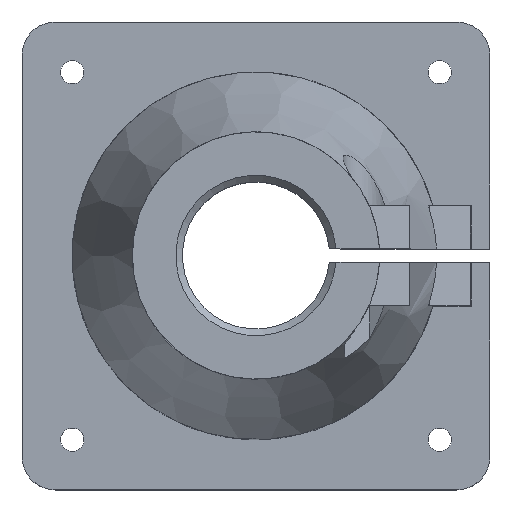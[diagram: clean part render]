
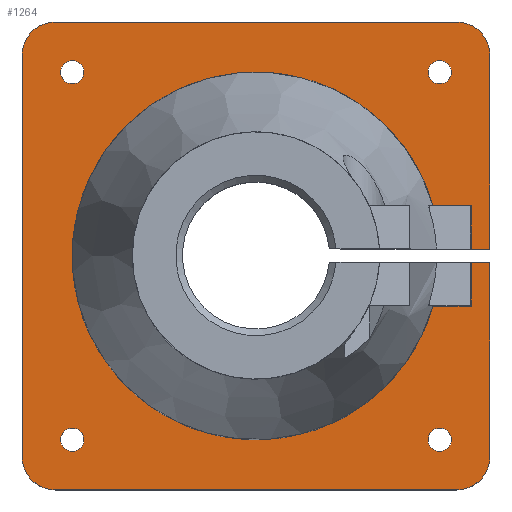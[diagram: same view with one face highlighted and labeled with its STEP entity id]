
A CAD part, top view. The second image highlights one B-rep face of the part: STEP entity #1264.
In plain terms, the highlighted planar face has unit normal (0, 0, 1).
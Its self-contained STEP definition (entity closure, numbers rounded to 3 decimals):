
#20=FACE_BOUND('',#420,.T.);
#21=FACE_BOUND('',#421,.T.);
#22=FACE_BOUND('',#422,.T.);
#23=FACE_BOUND('',#423,.T.);
#37=PLANE('',#1357);
#107=LINE('',#1876,#220);
#123=LINE('',#1938,#236);
#126=LINE('',#1944,#239);
#127=LINE('',#1946,#240);
#128=LINE('',#1949,#241);
#129=LINE('',#1953,#242);
#130=LINE('',#1957,#243);
#220=VECTOR('',#1493,10.);
#236=VECTOR('',#1531,10.);
#239=VECTOR('',#1536,10.);
#240=VECTOR('',#1537,10.);
#241=VECTOR('',#1540,10.);
#242=VECTOR('',#1543,10.);
#243=VECTOR('',#1546,10.);
#352=FACE_OUTER_BOUND('',#419,.T.);
#419=EDGE_LOOP('',(#920,#921,#922,#923,#924,#925,#926,#927,#928,#929,#930,
#931));
#420=EDGE_LOOP('',(#932));
#421=EDGE_LOOP('',(#933));
#422=EDGE_LOOP('',(#934));
#423=EDGE_LOOP('',(#935));
#499=CIRCLE('',#1354,5.);
#501=CIRCLE('',#1358,27.5);
#502=CIRCLE('',#1359,5.);
#503=CIRCLE('',#1360,5.);
#504=CIRCLE('',#1361,5.);
#505=CIRCLE('',#1362,1.75);
#506=CIRCLE('',#1363,1.75);
#507=CIRCLE('',#1364,1.75);
#508=CIRCLE('',#1365,1.75);
#557=VERTEX_POINT('',#1873);
#558=VERTEX_POINT('',#1875);
#577=VERTEX_POINT('',#1928);
#578=VERTEX_POINT('',#1929);
#581=VERTEX_POINT('',#1937);
#583=VERTEX_POINT('',#1943);
#584=VERTEX_POINT('',#1945);
#585=VERTEX_POINT('',#1948);
#586=VERTEX_POINT('',#1950);
#587=VERTEX_POINT('',#1952);
#588=VERTEX_POINT('',#1954);
#589=VERTEX_POINT('',#1956);
#590=VERTEX_POINT('',#1959);
#591=VERTEX_POINT('',#1961);
#592=VERTEX_POINT('',#1963);
#593=VERTEX_POINT('',#1965);
#689=EDGE_CURVE('',#558,#557,#107,.T.);
#712=EDGE_CURVE('',#577,#578,#499,.T.);
#716=EDGE_CURVE('',#581,#578,#123,.T.);
#719=EDGE_CURVE('',#577,#583,#126,.T.);
#720=EDGE_CURVE('',#583,#584,#127,.T.);
#721=EDGE_CURVE('',#584,#558,#501,.T.);
#722=EDGE_CURVE('',#557,#585,#128,.T.);
#723=EDGE_CURVE('',#586,#585,#502,.T.);
#724=EDGE_CURVE('',#586,#587,#129,.T.);
#725=EDGE_CURVE('',#588,#587,#503,.T.);
#726=EDGE_CURVE('',#588,#589,#130,.T.);
#727=EDGE_CURVE('',#581,#589,#504,.T.);
#728=EDGE_CURVE('',#590,#590,#505,.T.);
#729=EDGE_CURVE('',#591,#591,#506,.T.);
#730=EDGE_CURVE('',#592,#592,#507,.T.);
#731=EDGE_CURVE('',#593,#593,#508,.T.);
#920=ORIENTED_EDGE('',*,*,#712,.F.);
#921=ORIENTED_EDGE('',*,*,#719,.T.);
#922=ORIENTED_EDGE('',*,*,#720,.T.);
#923=ORIENTED_EDGE('',*,*,#721,.T.);
#924=ORIENTED_EDGE('',*,*,#689,.T.);
#925=ORIENTED_EDGE('',*,*,#722,.T.);
#926=ORIENTED_EDGE('',*,*,#723,.F.);
#927=ORIENTED_EDGE('',*,*,#724,.T.);
#928=ORIENTED_EDGE('',*,*,#725,.F.);
#929=ORIENTED_EDGE('',*,*,#726,.T.);
#930=ORIENTED_EDGE('',*,*,#727,.F.);
#931=ORIENTED_EDGE('',*,*,#716,.T.);
#932=ORIENTED_EDGE('',*,*,#728,.T.);
#933=ORIENTED_EDGE('',*,*,#729,.T.);
#934=ORIENTED_EDGE('',*,*,#730,.T.);
#935=ORIENTED_EDGE('',*,*,#731,.T.);
#1264=ADVANCED_FACE('',(#352,#20,#21,#22,#23),#37,.T.);
#1354=AXIS2_PLACEMENT_3D('',#1930,#1523,#1524);
#1357=AXIS2_PLACEMENT_3D('',#1942,#1534,#1535);
#1358=AXIS2_PLACEMENT_3D('',#1947,#1538,#1539);
#1359=AXIS2_PLACEMENT_3D('',#1951,#1541,#1542);
#1360=AXIS2_PLACEMENT_3D('',#1955,#1544,#1545);
#1361=AXIS2_PLACEMENT_3D('',#1958,#1547,#1548);
#1362=AXIS2_PLACEMENT_3D('',#1960,#1549,#1550);
#1363=AXIS2_PLACEMENT_3D('',#1962,#1551,#1552);
#1364=AXIS2_PLACEMENT_3D('',#1964,#1553,#1554);
#1365=AXIS2_PLACEMENT_3D('',#1966,#1555,#1556);
#1493=DIRECTION('',(1.,0.,0.));
#1523=DIRECTION('center_axis',(0.,0.,-1.));
#1524=DIRECTION('ref_axis',(0.707,-0.707,0.));
#1531=DIRECTION('',(1.,0.,0.));
#1534=DIRECTION('center_axis',(0.,0.,1.));
#1535=DIRECTION('ref_axis',(1.,0.,0.));
#1536=DIRECTION('',(0.,1.,0.));
#1537=DIRECTION('',(-1.,0.,0.));
#1538=DIRECTION('center_axis',(0.,0.,-1.));
#1539=DIRECTION('ref_axis',(-1.,0.,0.));
#1540=DIRECTION('',(0.,1.,0.));
#1541=DIRECTION('center_axis',(0.,0.,-1.));
#1542=DIRECTION('ref_axis',(0.707,0.707,0.));
#1543=DIRECTION('',(-1.,0.,0.));
#1544=DIRECTION('center_axis',(0.,0.,-1.));
#1545=DIRECTION('ref_axis',(-0.707,0.707,0.));
#1546=DIRECTION('',(0.,-1.,0.));
#1547=DIRECTION('center_axis',(0.,0.,-1.));
#1548=DIRECTION('ref_axis',(-0.707,-0.707,0.));
#1549=DIRECTION('center_axis',(0.,0.,-1.));
#1550=DIRECTION('ref_axis',(1.,0.,0.));
#1551=DIRECTION('center_axis',(0.,0.,-1.));
#1552=DIRECTION('ref_axis',(1.,0.,0.));
#1553=DIRECTION('center_axis',(0.,0.,-1.));
#1554=DIRECTION('ref_axis',(1.,0.,0.));
#1555=DIRECTION('center_axis',(0.,0.,-1.));
#1556=DIRECTION('ref_axis',(1.,0.,0.));
#1873=CARTESIAN_POINT('',(70.,36.,5.));
#1875=CARTESIAN_POINT('',(62.482,36.,5.));
#1876=CARTESIAN_POINT('',(52.5,36.,5.));
#1928=CARTESIAN_POINT('',(70.,5.,5.));
#1929=CARTESIAN_POINT('',(65.,0.,5.));
#1930=CARTESIAN_POINT('Origin',(65.,5.,5.));
#1937=CARTESIAN_POINT('',(5.,0.,5.));
#1938=CARTESIAN_POINT('',(0.,0.,5.));
#1942=CARTESIAN_POINT('Origin',(35.,35.,5.));
#1943=CARTESIAN_POINT('',(70.,34.,5.));
#1944=CARTESIAN_POINT('',(70.,0.,5.));
#1945=CARTESIAN_POINT('',(62.482,34.,5.));
#1946=CARTESIAN_POINT('',(52.5,34.,5.));
#1947=CARTESIAN_POINT('Origin',(35.,35.,5.));
#1948=CARTESIAN_POINT('',(70.,65.,5.));
#1949=CARTESIAN_POINT('',(70.,0.,5.));
#1950=CARTESIAN_POINT('',(65.,70.,5.));
#1951=CARTESIAN_POINT('Origin',(65.,65.,5.));
#1952=CARTESIAN_POINT('',(5.,70.,5.));
#1953=CARTESIAN_POINT('',(70.,70.,5.));
#1954=CARTESIAN_POINT('',(0.,65.,5.));
#1955=CARTESIAN_POINT('Origin',(5.,65.,5.));
#1956=CARTESIAN_POINT('',(0.,5.,5.));
#1957=CARTESIAN_POINT('',(0.,70.,5.));
#1958=CARTESIAN_POINT('Origin',(5.,5.,5.));
#1959=CARTESIAN_POINT('',(60.75,7.5,5.));
#1960=CARTESIAN_POINT('Origin',(62.5,7.5,5.));
#1961=CARTESIAN_POINT('',(5.75,7.5,5.));
#1962=CARTESIAN_POINT('Origin',(7.5,7.5,5.));
#1963=CARTESIAN_POINT('',(5.75,62.5,5.));
#1964=CARTESIAN_POINT('Origin',(7.5,62.5,5.));
#1965=CARTESIAN_POINT('',(60.75,62.5,5.));
#1966=CARTESIAN_POINT('Origin',(62.5,62.5,5.));
